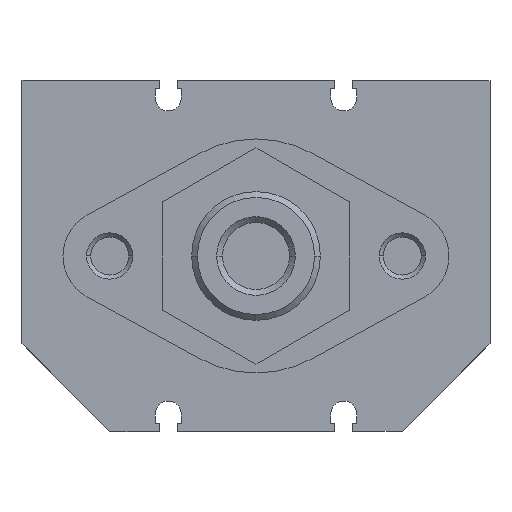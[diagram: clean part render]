
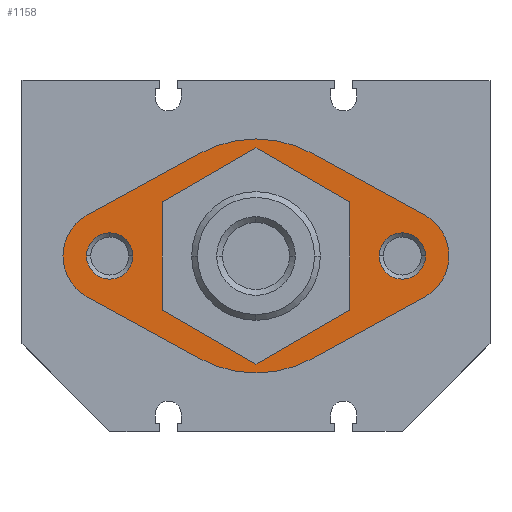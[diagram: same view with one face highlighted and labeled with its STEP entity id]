
A CAD part, left-side view. The second image highlights one B-rep face of the part: STEP entity #1158.
In plain terms, the highlighted planar face has unit normal (-1, 0, 0).
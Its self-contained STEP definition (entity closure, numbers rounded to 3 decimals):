
#521=CARTESIAN_POINT('',(-3.,-25.,3.95));
#522=VERTEX_POINT('Vertex30',#521);
#531=CARTESIAN_POINT('',(-3.,-21.05,0.));
#532=VERTEX_POINT('Vertex31',#531);
#533=CARTESIAN_POINT('',(-3.,-25.,0.));
#534=DIRECTION('',(-1.,0.,0.));
#535=DIRECTION('',(0.,0.,1.));
#536=AXIS2_PLACEMENT_3D('',#533,#534,#535);
#537=CIRCLE('nurbsCrv43',#536,3.95);
#538=EDGE_CURVE('Edge43',#522,#532,#537,.T.);
#573=CARTESIAN_POINT('',(-3.,-28.95,0.));
#574=VERTEX_POINT('Vertex34',#573);
#581=CARTESIAN_POINT('',(-3.,-25.,0.));
#582=DIRECTION('',(-1.,0.,0.));
#583=DIRECTION('',(0.,-1.,0.));
#584=AXIS2_PLACEMENT_3D('',#581,#582,#583);
#585=CIRCLE('nurbsCrv48',#584,3.95);
#586=EDGE_CURVE('Edge48',#574,#522,#585,.T.);
#605=CARTESIAN_POINT('',(-3.,-25.,0.));
#606=DIRECTION('',(-1.,0.,0.));
#607=DIRECTION('',(0.,1.,0.));
#608=AXIS2_PLACEMENT_3D('',#605,#606,#607);
#609=CIRCLE('nurbsCrv50',#608,3.95);
#610=EDGE_CURVE('Edge50',#532,#574,#609,.T.);
#620=CARTESIAN_POINT('',(-3.,25.,3.95));
#621=VERTEX_POINT('Vertex36',#620);
#630=CARTESIAN_POINT('',(-3.,28.95,0.));
#631=VERTEX_POINT('Vertex37',#630);
#632=CARTESIAN_POINT('',(-3.,25.,0.));
#633=DIRECTION('',(-1.,0.,0.));
#634=DIRECTION('',(0.,0.,1.));
#635=AXIS2_PLACEMENT_3D('',#632,#633,#634);
#636=CIRCLE('nurbsCrv52',#635,3.95);
#637=EDGE_CURVE('Edge52',#621,#631,#636,.T.);
#672=CARTESIAN_POINT('',(-3.,21.05,0.));
#673=VERTEX_POINT('Vertex40',#672);
#680=CARTESIAN_POINT('',(-3.,25.,0.));
#681=DIRECTION('',(-1.,0.,0.));
#682=DIRECTION('',(0.,-1.,0.));
#683=AXIS2_PLACEMENT_3D('',#680,#681,#682);
#684=CIRCLE('nurbsCrv57',#683,3.95);
#685=EDGE_CURVE('Edge57',#673,#621,#684,.T.);
#704=CARTESIAN_POINT('',(-3.,25.,0.));
#705=DIRECTION('',(-1.,0.,0.));
#706=DIRECTION('',(0.,1.,0.));
#707=AXIS2_PLACEMENT_3D('',#704,#705,#706);
#708=CIRCLE('nurbsCrv59',#707,3.95);
#709=EDGE_CURVE('Edge59',#631,#673,#708,.T.);
#838=CARTESIAN_POINT('',(-3.,-16.,-9.238));
#839=VERTEX_POINT('Vertex45',#838);
#846=CARTESIAN_POINT('',(-3.,-16.,9.238));
#847=VERTEX_POINT('Vertex46',#846);
#848=CARTESIAN_POINT('',(-3.,-16.,0.));
#849=DIRECTION('',(0.,0.,-1.));
#850=VECTOR('',#849,1.);
#851=LINE('nurbsCrv70',#848,#850);
#852=EDGE_CURVE('Edge70',#847,#839,#851,.T.);
#869=CARTESIAN_POINT('',(-3.,0.,-18.475));
#870=VERTEX_POINT('Vertex47',#869);
#877=CARTESIAN_POINT('',(-3.,-8.,-13.856));
#878=DIRECTION('',(0.,0.866,-0.5));
#879=VECTOR('',#878,1.);
#880=LINE('nurbsCrv73',#877,#879);
#881=EDGE_CURVE('Edge73',#839,#870,#880,.T.);
#894=CARTESIAN_POINT('',(-3.,0.,18.475));
#895=VERTEX_POINT('Vertex48',#894);
#896=CARTESIAN_POINT('',(-3.,-8.,13.856));
#897=DIRECTION('',(0.,-0.866,-0.5));
#898=VECTOR('',#897,1.);
#899=LINE('nurbsCrv74',#896,#898);
#900=EDGE_CURVE('Edge74',#895,#847,#899,.T.);
#917=CARTESIAN_POINT('',(-3.,16.,-9.238));
#918=VERTEX_POINT('Vertex49',#917);
#925=CARTESIAN_POINT('',(-3.,8.,-13.856));
#926=DIRECTION('',(0.,0.866,0.5));
#927=VECTOR('',#926,1.);
#928=LINE('nurbsCrv77',#925,#927);
#929=EDGE_CURVE('Edge77',#870,#918,#928,.T.);
#942=CARTESIAN_POINT('',(-3.,16.,9.238));
#943=VERTEX_POINT('Vertex50',#942);
#944=CARTESIAN_POINT('',(-3.,8.,13.856));
#945=DIRECTION('',(0.,-0.866,0.5));
#946=VECTOR('',#945,1.);
#947=LINE('nurbsCrv78',#944,#946);
#948=EDGE_CURVE('Edge78',#943,#895,#947,.T.);
#966=CARTESIAN_POINT('',(-3.,16.,0.));
#967=DIRECTION('',(0.,0.,1.));
#968=VECTOR('',#967,1.);
#969=LINE('nurbsCrv80',#966,#968);
#970=EDGE_CURVE('Edge80',#918,#943,#969,.T.);
#1056=CARTESIAN_POINT('',(-3.,9.6,17.545));
#1057=VERTEX_POINT('Vertex55',#1056);
#1058=CARTESIAN_POINT('',(-3.,-9.6,17.545));
#1059=VERTEX_POINT('Vertex54',#1058);
#1060=CARTESIAN_POINT('',(-3.,0.,0.));
#1061=DIRECTION('',(1.,0.,0.));
#1062=DIRECTION('',(0.,0.48,0.877)
);
#1063=AXIS2_PLACEMENT_3D('',#1060,#1061,#1062);
#1064=CIRCLE('nurbsCrv87',#1063,20.);
#1065=EDGE_CURVE('Edge87',#1057,#1059,#1064,.T.);
#1066=ORIENTED_EDGE('Edgeuse156',*,*,#1065,.F.);
#1067=CARTESIAN_POINT('',(-3.,28.84,7.018));
#1068=VERTEX_POINT('Vertex56',#1067);
#1069=CARTESIAN_POINT('',(-3.,19.22,12.282));
#1070=DIRECTION('',(0.,-0.877,0.48)
);
#1071=VECTOR('',#1070,1.);
#1072=LINE('nurbsCrv88',#1069,#1071);
#1073=EDGE_CURVE('Edge88',#1068,#1057,#1072,.T.);
#1074=ORIENTED_EDGE('Edgeuse157',*,*,#1073,.F.);
#1075=CARTESIAN_POINT('',(-3.,33.,0.));
#1076=VERTEX_POINT('Vertex57',#1075);
#1077=CARTESIAN_POINT('',(-3.,25.,0.));
#1078=DIRECTION('',(1.,0.,0.));
#1079=DIRECTION('',(0.,1.,0.));
#1080=AXIS2_PLACEMENT_3D('',#1077,#1078,#1079);
#1081=CIRCLE('nurbsCrv89',#1080,8.);
#1082=EDGE_CURVE('Edge89',#1076,#1068,#1081,.T.);
#1083=ORIENTED_EDGE('Edgeuse158',*,*,#1082,.F.);
#1084=CARTESIAN_POINT('',(-3.,28.84,-7.018));
#1085=VERTEX_POINT('Vertex58',#1084);
#1086=CARTESIAN_POINT('',(-3.,25.,0.));
#1087=DIRECTION('',(1.,0.,0.));
#1088=DIRECTION('',(0.,0.48,-0.877));
#1089=AXIS2_PLACEMENT_3D('',#1086,#1087,#1088);
#1090=CIRCLE('nurbsCrv90',#1089,8.);
#1091=EDGE_CURVE('Edge90',#1085,#1076,#1090,.T.);
#1092=ORIENTED_EDGE('Edgeuse159',*,*,#1091,.F.);
#1093=CARTESIAN_POINT('',(-3.,9.6,-17.545));
#1094=VERTEX_POINT('Vertex59',#1093);
#1095=CARTESIAN_POINT('',(-3.,19.22,-12.282));
#1096=DIRECTION('',(0.,0.877,0.48));
#1097=VECTOR('',#1096,1.);
#1098=LINE('nurbsCrv91',#1095,#1097);
#1099=EDGE_CURVE('Edge91',#1094,#1085,#1098,.T.);
#1100=ORIENTED_EDGE('Edgeuse160',*,*,#1099,.F.);
#1101=CARTESIAN_POINT('',(-3.,-9.6,-17.545));
#1102=VERTEX_POINT('Vertex60',#1101);
#1103=CARTESIAN_POINT('',(-3.,0.,0.));
#1104=DIRECTION('',(1.,0.,0.));
#1105=DIRECTION('',(0.,-0.48,
-0.877));
#1106=AXIS2_PLACEMENT_3D('',#1103,#1104,#1105);
#1107=CIRCLE('nurbsCrv92',#1106,20.);
#1108=EDGE_CURVE('Edge92',#1102,#1094,#1107,.T.);
#1109=ORIENTED_EDGE('Edgeuse161',*,*,#1108,.F.);
#1110=CARTESIAN_POINT('',(-3.,-28.84,-7.018));
#1111=VERTEX_POINT('Vertex61',#1110);
#1112=CARTESIAN_POINT('',(-3.,-19.22,-12.282));
#1113=DIRECTION('',(0.,0.877,-0.48));
#1114=VECTOR('',#1113,1.);
#1115=LINE('nurbsCrv93',#1112,#1114);
#1116=EDGE_CURVE('Edge93',#1111,#1102,#1115,.T.);
#1117=ORIENTED_EDGE('Edgeuse162',*,*,#1116,.F.);
#1118=CARTESIAN_POINT('',(-3.,-28.84,7.018));
#1119=VERTEX_POINT('Vertex62',#1118);
#1120=CARTESIAN_POINT('',(-3.,-25.,0.));
#1121=DIRECTION('',(1.,0.,0.));
#1122=DIRECTION('',(0.,-0.48,0.877)
);
#1123=AXIS2_PLACEMENT_3D('',#1120,#1121,#1122);
#1124=CIRCLE('nurbsCrv94',#1123,8.);
#1125=EDGE_CURVE('Edge94',#1119,#1111,#1124,.T.);
#1126=ORIENTED_EDGE('Edgeuse163',*,*,#1125,.F.);
#1127=CARTESIAN_POINT('',(-3.,-19.22,12.282));
#1128=DIRECTION('',(0.,-0.877,-0.48));
#1129=VECTOR('',#1128,1.);
#1130=LINE('nurbsCrv95',#1127,#1129);
#1131=EDGE_CURVE('Edge95',#1059,#1119,#1130,.T.);
#1132=ORIENTED_EDGE('Edgeuse164',*,*,#1131,.F.);
#1133=EDGE_LOOP('',(#1066,#1074,#1083,#1092,#1100,#1109,#1117,#1126,#1132));
#1134=FACE_OUTER_BOUND('',#1133,.T.);
#1135=ORIENTED_EDGE('Edgeuse165',*,*,#970,.T.);
#1136=ORIENTED_EDGE('Edgeuse166',*,*,#948,.T.);
#1137=ORIENTED_EDGE('Edgeuse167',*,*,#900,.T.);
#1138=ORIENTED_EDGE('Edgeuse168',*,*,#852,.T.);
#1139=ORIENTED_EDGE('Edgeuse169',*,*,#881,.T.);
#1140=ORIENTED_EDGE('Edgeuse170',*,*,#929,.T.);
#1141=EDGE_LOOP('',(#1135,#1136,#1137,#1138,#1139,#1140));
#1142=FACE_BOUND('',#1141,.T.);
#1143=ORIENTED_EDGE('Edgeuse171',*,*,#610,.F.);
#1144=ORIENTED_EDGE('Edgeuse172',*,*,#538,.F.);
#1145=ORIENTED_EDGE('Edgeuse173',*,*,#586,.F.);
#1146=EDGE_LOOP('',(#1143,#1144,#1145));
#1147=FACE_BOUND('',#1146,.T.);
#1148=ORIENTED_EDGE('Edgeuse153',*,*,#709,.F.);
#1149=ORIENTED_EDGE('Edgeuse154',*,*,#637,.F.);
#1150=ORIENTED_EDGE('Edgeuse155',*,*,#685,.F.);
#1151=EDGE_LOOP('',(#1148,#1149,#1150));
#1152=FACE_BOUND('',#1151,.T.);
#1153=CARTESIAN_POINT('',(-3.,0.,0.));
#1154=DIRECTION('',(-1.,0.,0.));
#1155=DIRECTION('',(0.,0.,1.));
#1156=AXIS2_PLACEMENT_3D('',#1153,#1154,#1155);
#1157=PLANE('nurbsSrf37',#1156);
#1158=ADVANCED_FACE('Face37',(#1134,#1142,#1147,#1152),#1157,.T.);
